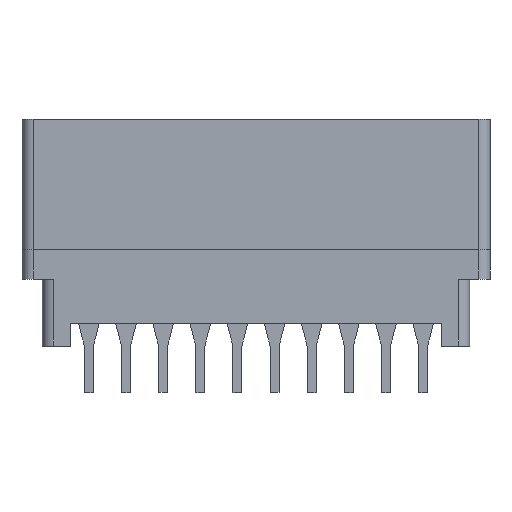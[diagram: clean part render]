
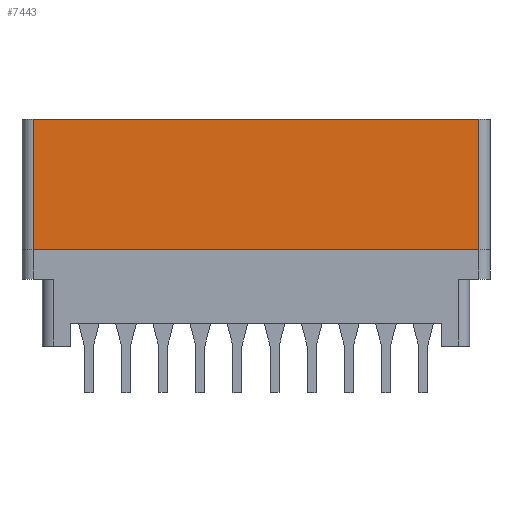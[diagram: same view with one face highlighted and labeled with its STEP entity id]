
A CAD part, front view. The second image highlights one B-rep face of the part: STEP entity #7443.
In plain terms, the highlighted planar face has unit normal (0, -1, 0).
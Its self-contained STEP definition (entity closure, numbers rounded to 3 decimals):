
#50=DIRECTION('',(1.,0.,0.));
#51=VECTOR('',#50,30.48);
#52=CARTESIAN_POINT('',(-15.24,-4.674,-8.89));
#53=LINE('',#52,#51);
#2322=DIRECTION('',(0.,0.,1.));
#2323=VECTOR('',#2322,8.89);
#2324=CARTESIAN_POINT('',(-15.24,-4.674,-8.89));
#2325=LINE('',#2324,#2323);
#2326=DIRECTION('',(1.,0.,0.));
#2327=VECTOR('',#2326,30.48);
#2328=CARTESIAN_POINT('',(-15.24,-4.674,0.));
#2329=LINE('',#2328,#2327);
#2330=DIRECTION('',(0.,0.,-1.));
#2331=VECTOR('',#2330,8.89);
#2332=CARTESIAN_POINT('',(15.24,-4.674,0.));
#2333=LINE('',#2332,#2331);
#3512=CARTESIAN_POINT('',(-15.24,-4.674,0.));
#3514=VERTEX_POINT('',#3512);
#3515=CARTESIAN_POINT('',(-15.24,-4.674,-8.89));
#3516=VERTEX_POINT('',#3515);
#3528=CARTESIAN_POINT('',(15.24,-4.674,-8.89));
#3530=VERTEX_POINT('',#3528);
#3531=CARTESIAN_POINT('',(15.24,-4.674,0.));
#3532=VERTEX_POINT('',#3531);
#7430=CARTESIAN_POINT('',(-16.002,-4.674,0.));
#7431=DIRECTION('',(0.,-1.,0.));
#7432=DIRECTION('',(0.,0.,-1.));
#7433=AXIS2_PLACEMENT_3D('',#7430,#7431,#7432);
#7434=PLANE('',#7433);
#7436=ORIENTED_EDGE('',*,*,#7435,.T.);
#7438=ORIENTED_EDGE('',*,*,#7437,.T.);
#7439=ORIENTED_EDGE('',*,*,#7422,.T.);
#7440=ORIENTED_EDGE('',*,*,#4034,.F.);
#7441=EDGE_LOOP('',(#7436,#7438,#7439,#7440));
#7442=FACE_OUTER_BOUND('',#7441,.F.);
#4034=EDGE_CURVE('',#3516,#3530,#53,.T.);
#7422=EDGE_CURVE('',#3532,#3530,#2333,.T.);
#7435=EDGE_CURVE('',#3516,#3514,#2325,.T.);
#7437=EDGE_CURVE('',#3514,#3532,#2329,.T.);
#7443=ADVANCED_FACE('',(#7442),#7434,.T.);
